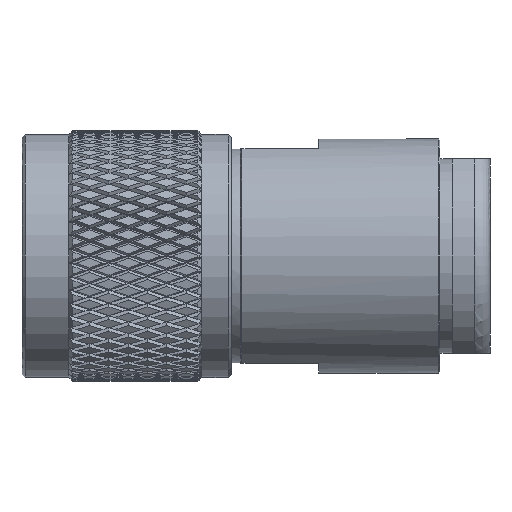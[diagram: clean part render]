
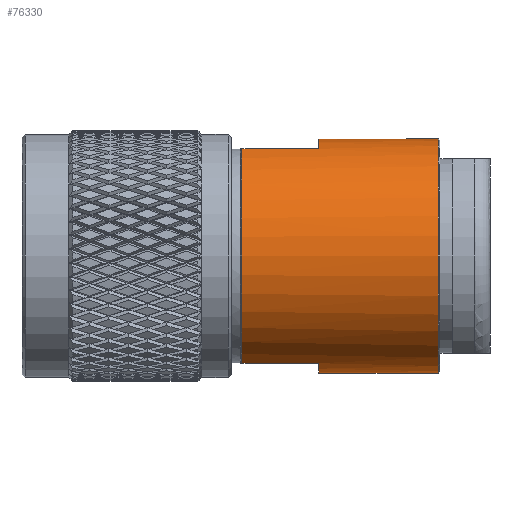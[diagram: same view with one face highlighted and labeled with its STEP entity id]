
A CAD part, front view. The second image highlights one B-rep face of the part: STEP entity #76330.
In plain terms, the highlighted cylindrical face has radius 9.5 mm (diameter 19 mm), a full revolution.
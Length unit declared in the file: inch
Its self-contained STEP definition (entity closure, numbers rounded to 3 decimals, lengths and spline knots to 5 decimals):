
#2761 = AXIS2_PLACEMENT_3D ( 'NONE', #51004, #63274, #71094 ) ;
#2768 = CARTESIAN_POINT ( 'NONE',  ( 0.70253, 0., 0. ) ) ;
#2983 = CYLINDRICAL_SURFACE ( 'NONE', #59292, 0.37402 ) ;
#5253 = EDGE_LOOP ( 'NONE', ( #56261 ) ) ;
#6256 = CARTESIAN_POINT ( 'NONE',  ( 1.33465, -0.15027, -0.3425 ) ) ;
#6284 = CARTESIAN_POINT ( 'NONE',  ( 0.94753, 0., 0. ) ) ;
#6396 = DIRECTION ( 'NONE',  ( -1., 0., 0. ) ) ;
#7559 = DIRECTION ( 'NONE',  ( 0., 0., -1. ) ) ;
#8199 = ORIENTED_EDGE ( 'NONE', *, *, #80711, .T. ) ;
#9584 = VECTOR ( 'NONE', #71266, 39.37008 ) ;
#10417 = CIRCLE ( 'NONE', #63651, 0.37402 ) ;
#11356 = CARTESIAN_POINT ( 'NONE',  ( 0.94753, 0.15027, -0.3425 ) ) ;
#13064 = DIRECTION ( 'NONE',  ( 0., 0., 1. ) ) ;
#14917 = CARTESIAN_POINT ( 'NONE',  ( 0.94753, 0.15027, 0.3425 ) ) ;
#15851 = EDGE_CURVE ( 'NONE', #33091, #38364, #63784, .T. ) ;
#16108 = CARTESIAN_POINT ( 'NONE',  ( 1.32965, 0., -0.37402 ) ) ;
#20337 = VECTOR ( 'NONE', #58692, 39.37008 ) ;
#22468 = VECTOR ( 'NONE', #43292, 39.37008 ) ;
#24216 = CIRCLE ( 'NONE', #41599, 0.37402 ) ;
#24918 = CARTESIAN_POINT ( 'NONE',  ( 0.70253, -0.15027, -0.3425 ) ) ;
#25390 = DIRECTION ( 'NONE',  ( 0., 0., -1. ) ) ;
#26674 = EDGE_LOOP ( 'NONE', ( #28506, #48169, #82079, #37029, #8199, #79636, #63666, #30965 ) ) ;
#28506 = ORIENTED_EDGE ( 'NONE', *, *, #15851, .T. ) ;
#30965 = ORIENTED_EDGE ( 'NONE', *, *, #72616, .T. ) ;
#30997 = CARTESIAN_POINT ( 'NONE',  ( 0.70253, 0.15027, -0.3425 ) ) ;
#33069 = EDGE_CURVE ( 'NONE', #66201, #78267, #72402, .T. ) ;
#33091 = VERTEX_POINT ( 'NONE', #78769 ) ;
#36620 = CARTESIAN_POINT ( 'NONE',  ( 1.33465, 0.15027, 0.3425 ) ) ;
#37029 = ORIENTED_EDGE ( 'NONE', *, *, #71309, .T. ) ;
#37368 = EDGE_CURVE ( 'NONE', #86486, #86486, #58452, .T. ) ;
#38364 = VERTEX_POINT ( 'NONE', #76295 ) ;
#38493 = FACE_OUTER_BOUND ( 'NONE', #26674, .T. ) ;
#41599 = AXIS2_PLACEMENT_3D ( 'NONE', #6284, #72988, #13064 ) ;
#43292 = DIRECTION ( 'NONE',  ( 1., 0., 0. ) ) ;
#48169 = ORIENTED_EDGE ( 'NONE', *, *, #75452, .T. ) ;
#49270 = AXIS2_PLACEMENT_3D ( 'NONE', #61654, #54930, #68612 ) ;
#51004 = CARTESIAN_POINT ( 'NONE',  ( 0.70253, 0., 0. ) ) ;
#52501 = VERTEX_POINT ( 'NONE', #30997 ) ;
#54701 = VERTEX_POINT ( 'NONE', #14917 ) ;
#54930 = DIRECTION ( 'NONE',  ( 1., 0., 0. ) ) ;
#56090 = DIRECTION ( 'NONE',  ( 0., 0., 1. ) ) ;
#56156 = FACE_OUTER_BOUND ( 'NONE', #5253, .T. ) ;
#56261 = ORIENTED_EDGE ( 'NONE', *, *, #37368, .T. ) ;
#57626 = AXIS2_PLACEMENT_3D ( 'NONE', #79185, #6396, #25390 ) ;
#57841 = LINE ( 'NONE', #36620, #22468 ) ;
#57922 = VERTEX_POINT ( 'NONE', #11356 ) ;
#58445 = CARTESIAN_POINT ( 'NONE',  ( 1.33465, -0.15027, 0.3425 ) ) ;
#58452 = CIRCLE ( 'NONE', #57626, 0.37402 ) ;
#58692 = DIRECTION ( 'NONE',  ( 1., 0., 0. ) ) ;
#58960 = VECTOR ( 'NONE', #74510, 39.37008 ) ;
#59292 = AXIS2_PLACEMENT_3D ( 'NONE', #80947, #73943, #7559 ) ;
#61654 = CARTESIAN_POINT ( 'NONE',  ( 0.94753, 0., 0. ) ) ;
#63274 = DIRECTION ( 'NONE',  ( 1., 0., 0. ) ) ;
#63651 = AXIS2_PLACEMENT_3D ( 'NONE', #2768, #70345, #56090 ) ;
#63666 = ORIENTED_EDGE ( 'NONE', *, *, #69207, .T. ) ;
#63784 = LINE ( 'NONE', #58445, #9584 ) ;
#66201 = VERTEX_POINT ( 'NONE', #24918 ) ;
#67028 = CIRCLE ( 'NONE', #49270, 0.37402 ) ;
#68612 = DIRECTION ( 'NONE',  ( 0., 0., 1. ) ) ;
#69207 = EDGE_CURVE ( 'NONE', #74918, #54701, #57841, .T. ) ;
#69667 = EDGE_CURVE ( 'NONE', #52501, #74918, #81791, .T. ) ;
#70345 = DIRECTION ( 'NONE',  ( 1., 0., 0. ) ) ;
#71094 = DIRECTION ( 'NONE',  ( 0., 0., 1. ) ) ;
#71237 = CARTESIAN_POINT ( 'NONE',  ( 0.94753, -0.15027, -0.3425 ) ) ;
#71266 = DIRECTION ( 'NONE',  ( -1., 0., 0. ) ) ;
#71309 = EDGE_CURVE ( 'NONE', #78267, #57922, #67028, .T. ) ;
#72402 = LINE ( 'NONE', #6256, #20337 ) ;
#72616 = EDGE_CURVE ( 'NONE', #54701, #33091, #24216, .T. ) ;
#72988 = DIRECTION ( 'NONE',  ( 1., 0., 0. ) ) ;
#73943 = DIRECTION ( 'NONE',  ( 1., 0., 0. ) ) ;
#74510 = DIRECTION ( 'NONE',  ( -1., 0., 0. ) ) ;
#74918 = VERTEX_POINT ( 'NONE', #84555 ) ;
#75452 = EDGE_CURVE ( 'NONE', #38364, #66201, #10417, .T. ) ;
#76295 = CARTESIAN_POINT ( 'NONE',  ( 0.70253, -0.15027, 0.3425 ) ) ;
#76330 = ADVANCED_FACE ( 'NONE', ( #56156, #38493 ), #2983, .T. ) ;
#76633 = LINE ( 'NONE', #81510, #58960 ) ;
#78267 = VERTEX_POINT ( 'NONE', #71237 ) ;
#78769 = CARTESIAN_POINT ( 'NONE',  ( 0.94753, -0.15027, 0.3425 ) ) ;
#79185 = CARTESIAN_POINT ( 'NONE',  ( 1.32965, 0., 0. ) ) ;
#79636 = ORIENTED_EDGE ( 'NONE', *, *, #69667, .T. ) ;
#80711 = EDGE_CURVE ( 'NONE', #57922, #52501, #76633, .T. ) ;
#80947 = CARTESIAN_POINT ( 'NONE',  ( 1.33465, 0., 0. ) ) ;
#81510 = CARTESIAN_POINT ( 'NONE',  ( 1.33465, 0.15027, -0.3425 ) ) ;
#81791 = CIRCLE ( 'NONE', #2761, 0.37402 ) ;
#82079 = ORIENTED_EDGE ( 'NONE', *, *, #33069, .T. ) ;
#84555 = CARTESIAN_POINT ( 'NONE',  ( 0.70253, 0.15027, 0.3425 ) ) ;
#86486 = VERTEX_POINT ( 'NONE', #16108 ) ;
